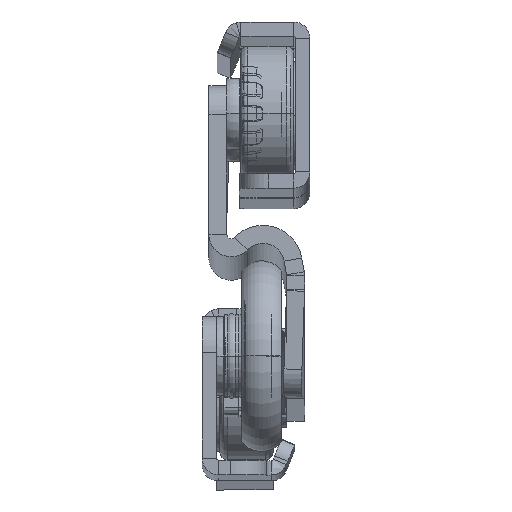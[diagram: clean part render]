
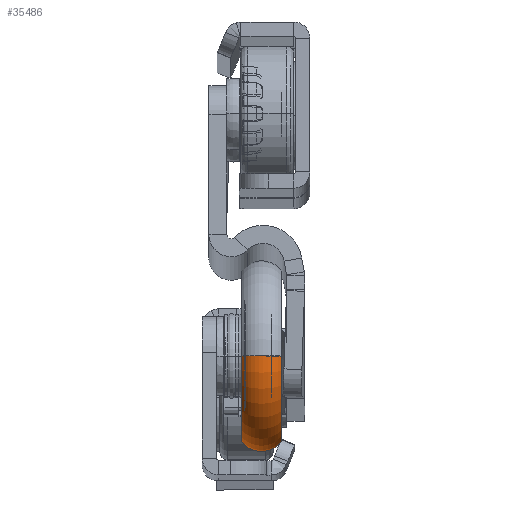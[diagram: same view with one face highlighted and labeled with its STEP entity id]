
A CAD part, top view. The second image highlights one B-rep face of the part: STEP entity #35486.
In plain terms, the highlighted toroidal (fillet/blend) face has major radius 9.75 mm and minor radius 3.5 mm.
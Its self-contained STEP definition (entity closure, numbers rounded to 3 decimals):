
#906 = DIRECTION ( 'NONE',  ( 0., 0., 1. ) ) ;
#915 = CIRCLE ( 'NONE', #14390, 11.915 ) ;
#1010 = CIRCLE ( 'NONE', #40338, 3.5 ) ;
#2734 = CARTESIAN_POINT ( 'NONE',  ( -7.9, 0., 0. ) ) ;
#5399 = EDGE_CURVE ( 'NONE', #5753, #57377, #1010, .T. ) ;
#5753 = VERTEX_POINT ( 'NONE', #29251 ) ;
#6538 = CARTESIAN_POINT ( 'NONE',  ( -2.4, 0., 0. ) ) ;
#7583 = DIRECTION ( 'NONE',  ( 0., 0., 1. ) ) ;
#7595 = EDGE_LOOP ( 'NONE', ( #34211, #56711, #66825, #56937 ) ) ;
#8003 = CARTESIAN_POINT ( 'NONE',  ( -7.9, 0., -11.915 ) ) ;
#14390 = AXIS2_PLACEMENT_3D ( 'NONE', #2734, #50956, #61467 ) ;
#15371 = EDGE_CURVE ( 'NONE', #5753, #37596, #50696, .T. ) ;
#23186 = DIRECTION ( 'NONE',  ( 0., -1., 0. ) ) ;
#23688 = DIRECTION ( 'NONE',  ( 0., 1., 0. ) ) ;
#23710 = CARTESIAN_POINT ( 'NONE',  ( -7.9, 0., 11.915 ) ) ;
#25636 = CIRCLE ( 'NONE', #64982, 3.5 ) ;
#25943 = AXIS2_PLACEMENT_3D ( 'NONE', #6538, #38918, #7583 ) ;
#28740 = FACE_OUTER_BOUND ( 'NONE', #7595, .T. ) ;
#29082 = VERTEX_POINT ( 'NONE', #23710 ) ;
#29251 = CARTESIAN_POINT ( 'NONE',  ( -2.4, 0., -11.915 ) ) ;
#34211 = ORIENTED_EDGE ( 'NONE', *, *, #5399, .F. ) ;
#35066 = TOROIDAL_SURFACE ( 'NONE', #46340, 9.75, 3.5 ) ;
#35486 = ADVANCED_FACE ( 'NONE', ( #28740 ), #35066, .T. ) ;
#37596 = VERTEX_POINT ( 'NONE', #40614 ) ;
#38918 = DIRECTION ( 'NONE',  ( -1., 0., 0. ) ) ;
#40338 = AXIS2_PLACEMENT_3D ( 'NONE', #59626, #23688, #906 ) ;
#40614 = CARTESIAN_POINT ( 'NONE',  ( -2.4, 0., 11.915 ) ) ;
#44989 = DIRECTION ( 'NONE',  ( 0., 0., 1. ) ) ;
#46340 = AXIS2_PLACEMENT_3D ( 'NONE', #50245, #61470, #44989 ) ;
#50245 = CARTESIAN_POINT ( 'NONE',  ( -5.15, 0., 0. ) ) ;
#50696 = CIRCLE ( 'NONE', #25943, 11.915 ) ;
#50956 = DIRECTION ( 'NONE',  ( -1., 0., 0. ) ) ;
#51234 = EDGE_CURVE ( 'NONE', #57377, #29082, #915, .T. ) ;
#51783 = EDGE_CURVE ( 'NONE', #37596, #29082, #25636, .T. ) ;
#52837 = CARTESIAN_POINT ( 'NONE',  ( -5.15, 0., 9.75 ) ) ;
#56711 = ORIENTED_EDGE ( 'NONE', *, *, #15371, .T. ) ;
#56937 = ORIENTED_EDGE ( 'NONE', *, *, #51234, .F. ) ;
#57377 = VERTEX_POINT ( 'NONE', #8003 ) ;
#59626 = CARTESIAN_POINT ( 'NONE',  ( -5.15, 0., -9.75 ) ) ;
#60169 = DIRECTION ( 'NONE',  ( 0., 0., -1. ) ) ;
#61467 = DIRECTION ( 'NONE',  ( 0., 0., 1. ) ) ;
#61470 = DIRECTION ( 'NONE',  ( -1., 0., 0. ) ) ;
#64982 = AXIS2_PLACEMENT_3D ( 'NONE', #52837, #23186, #60169 ) ;
#66825 = ORIENTED_EDGE ( 'NONE', *, *, #51783, .T. ) ;
